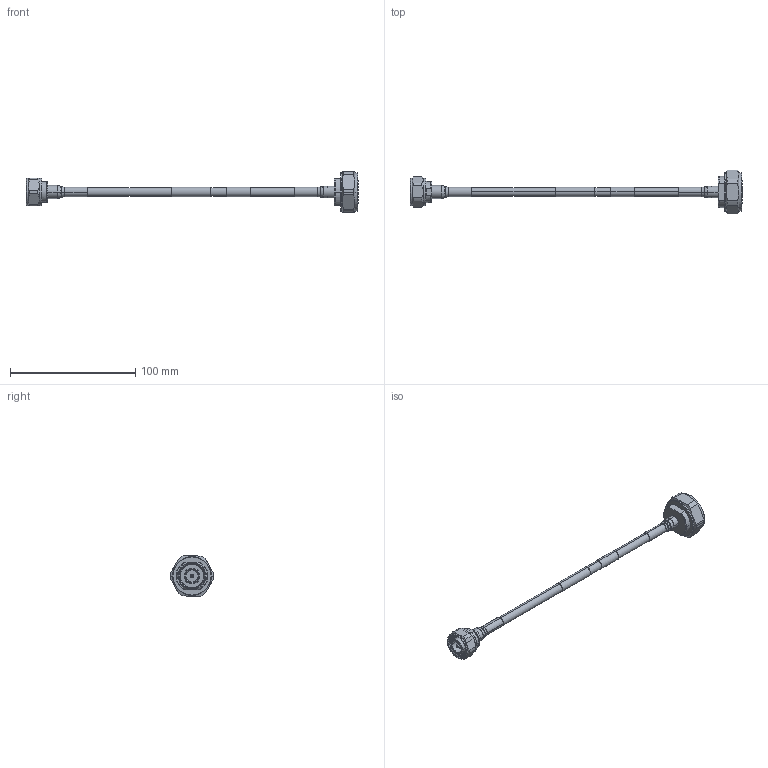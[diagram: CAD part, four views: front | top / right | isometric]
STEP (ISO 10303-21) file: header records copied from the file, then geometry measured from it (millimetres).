
FILE_DESCRIPTION (( 'STEP AP214' ), '1' );
FILE_NAME ('FMCA1310_3D.step', '2025-07-24T19:31:16', ( '' ), ( '' ), 'SwSTEP 2.0', 'SolidWorks 2022', '' );
FILE_SCHEMA (( 'AUTOMOTIVE_DESIGN' ));
Length unit declared in the file: inch
Products named in the file (6): FMCA1310_3D; Coax Cable^FMCA1310_LABEL+PE PIM; FMCN1439; FMCN1433; Heat Shrink^FMCA1310_Config 1; Heat Shrink^FMCA1310
Assembly tree (5 placements, depth 2):
  FMCA1310_3D
    Coax Cable^FMCA1310_LABEL+PE PIM
    FMCN1433
    FMCN1439
    Heat Shrink^FMCA1310_Config 1
    Heat Shrink^FMCA1310
Bounding box: 264.99 x 34.98 x 32.12 mm (x, y, z)
Volume: 24485.2 mm3; surface area: 18999.5 mm2
Topology: 6 solids, 7 shells, 322 faces, 713 edges, 419 vertices
Faces by surface type: cone 128, cylinder 117, plane 48, torus 26, bspline 3
Entity records: 10758 total; most frequent: CARTESIAN_POINT 3212, DIRECTION 1636, ORIENTED_EDGE 1426, EDGE_CURVE 713, AXIS2_PLACEMENT_3D 682, VERTEX_POINT 419, CIRCLE 355, EDGE_LOOP 344
